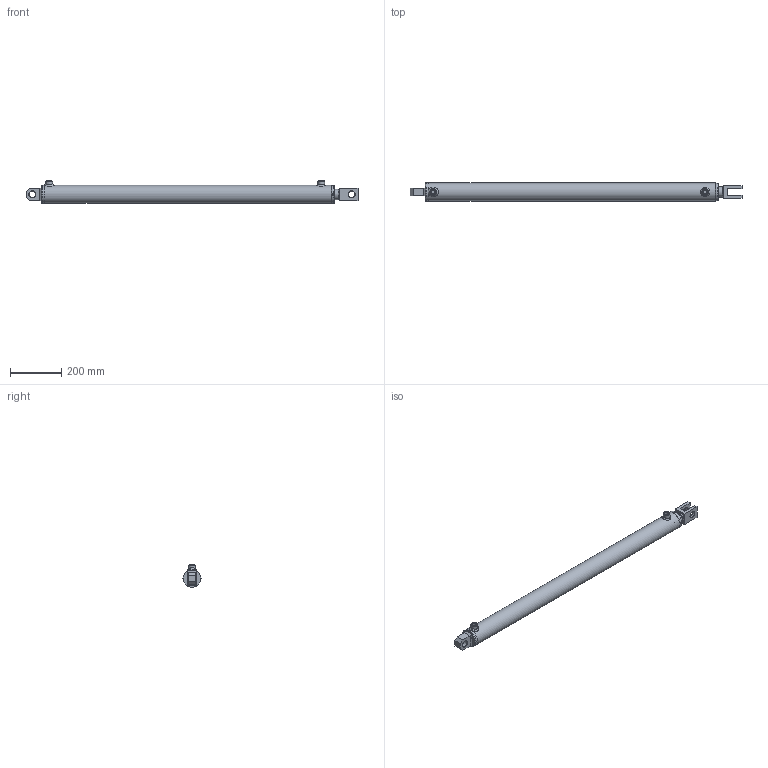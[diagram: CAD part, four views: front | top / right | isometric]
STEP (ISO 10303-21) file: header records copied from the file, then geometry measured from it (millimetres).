
FILE_DESCRIPTION( ( 'Unknown' ), '1' );
FILE_NAME( 'HM53401000.stp', 'Unknown', ( 'Unknown' ), ( 'Unknown' ), 'PSStep 17.0.49', 'Unknown', ' ' );
FILE_SCHEMA( ( 'AUTOMOTIVE_DESIGN { 1 0 10303 214 1 1 1 1 }' ) );
Length unit declared in the file: millimetre
Products named in the file (29): CG07006040; STL3501000-oa7; Saldatura d'angolo 1-oa5; FTM3501000-oa6; CBSC220600; CT00060027; HM03401000; Saldatura con preparazione 1-oa3; Saldatura d'angolo 1-oa4; CF00060070; CBS0600000; APG0600000; CDB0002720; SBL4041000; Assem1; CSCS004010; COF2500000; CFS0000025; Saldatura d'angolo 1-oa0; Saldatura con preparazione 1-oa1; Saldatura d'angolo 2-oa2
Assembly tree (22 placements, depth 4):
  Saldatura d'angolo 1-oa5
  Saldatura d'angolo 1-oa5
  Saldatura d'angolo 1-oa4
  Saldatura d'angolo 1-oa4
  Assem1
    CSCS004010  x2
    COF2500000
    CFS0000025
    Saldatura con preparazione 1-oa1
    Saldatura con preparazione 1-oa1
    HM03401000
      Saldatura con preparazione 1-oa3
      Saldatura con preparazione 1-oa3
      CF00060070
      CBS0600000
      APG0600000  x2
      CDB0002720
      SBL4041000
      CG07006040
        CG07006040
      CT00060027
        CT00060027
      STL3501000-oa7
        FTM3501000-oa6
        CBSC220600
Bounding box: 1290 x 70 x 89 mm (x, y, z)
Volume: 2944839 mm3; surface area: 735316.9 mm2
Topology: 26 solids, 26 shells, 290 faces, 621 edges, 382 vertices
Faces by surface type: plane 98, cylinder 70, cone 48, torus 38, bspline 36
Full cylindrical faces by diameter (mm): 4.25 x3, 5 x2, 6 x2, 7 x2, 14.95 x2, 16 x2, 16.6 x2, 22 x2, 25.25 x3, 26 x2, 26.4 x1, 27 x5, 33.2 x1, 40 x8, 41 x1, 42 x1, 43 x1, 44 x1, 48 x1, 48.6 x1, 55 x1, 55.39 x2, 58.65 x2, 59.9 x1, 60 x1, 60.3 x1, 60.5 x1, 60.6 x1, 61 x1, 62 x3
Entity records: 12296 total; most frequent: CARTESIAN_POINT 5085, DIRECTION 1028, ORIENTED_EDGE 748, EDGE_LOOP 470, AXIS2_PLACEMENT_3D 466, FACE_OUTER_BOUND 376, EDGE_CURVE 374, VERTEX_POINT 309
